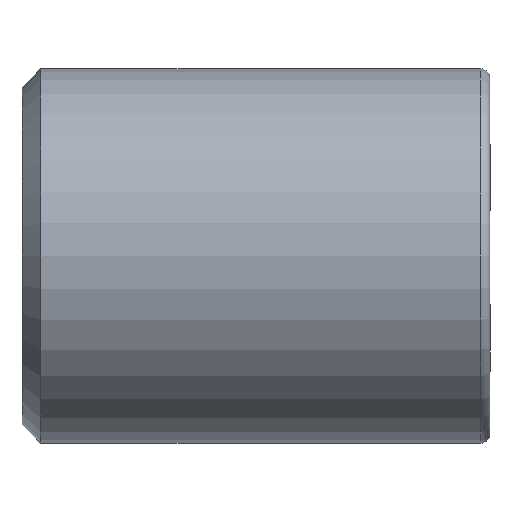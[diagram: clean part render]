
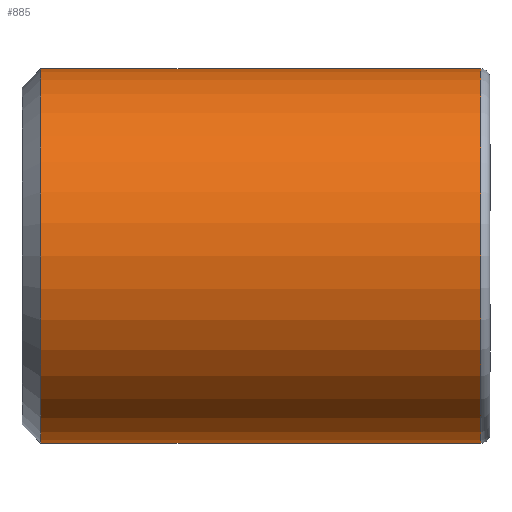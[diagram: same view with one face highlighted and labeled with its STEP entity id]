
A CAD part, left-side view. The second image highlights one B-rep face of the part: STEP entity #885.
In plain terms, the highlighted cylindrical face has radius 10 mm (diameter 20 mm), a full revolution.
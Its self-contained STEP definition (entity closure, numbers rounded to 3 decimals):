
#126=LINE('',#1306,#202);
#202=VECTOR('',#1107,10.);
#278=CYLINDRICAL_SURFACE('',#1032,10.);
#286=FACE_OUTER_BOUND('',#339,.T.);
#339=EDGE_LOOP('',(#634,#635,#636,#637,#638));
#401=CIRCLE('',#1030,10.);
#402=CIRCLE('',#1031,10.);
#403=CIRCLE('',#1033,10.);
#419=VERTEX_POINT('',#1298);
#420=VERTEX_POINT('',#1300);
#421=VERTEX_POINT('',#1304);
#504=EDGE_CURVE('',#419,#420,#401,.T.);
#505=EDGE_CURVE('',#420,#419,#402,.T.);
#506=EDGE_CURVE('',#421,#421,#403,.T.);
#507=EDGE_CURVE('',#421,#420,#126,.T.);
#634=ORIENTED_EDGE('',*,*,#506,.F.);
#635=ORIENTED_EDGE('',*,*,#507,.T.);
#636=ORIENTED_EDGE('',*,*,#504,.F.);
#637=ORIENTED_EDGE('',*,*,#505,.F.);
#638=ORIENTED_EDGE('',*,*,#507,.F.);
#885=ADVANCED_FACE('',(#286),#278,.T.);
#1030=AXIS2_PLACEMENT_3D('',#1301,#1099,#1100);
#1031=AXIS2_PLACEMENT_3D('',#1302,#1101,#1102);
#1032=AXIS2_PLACEMENT_3D('',#1303,#1103,#1104);
#1033=AXIS2_PLACEMENT_3D('',#1305,#1105,#1106);
#1099=DIRECTION('center_axis',(0.,-1.,0.));
#1100=DIRECTION('ref_axis',(1.,0.,0.));
#1101=DIRECTION('center_axis',(0.,-1.,0.));
#1102=DIRECTION('ref_axis',(1.,0.,0.));
#1103=DIRECTION('center_axis',(0.,1.,0.));
#1104=DIRECTION('ref_axis',(1.,0.,0.));
#1105=DIRECTION('center_axis',(0.,1.,0.));
#1106=DIRECTION('ref_axis',(1.,0.,0.));
#1107=DIRECTION('',(0.,-1.,0.));
#1298=CARTESIAN_POINT('',(0.,-12.,10.));
#1300=CARTESIAN_POINT('',(-10.,-12.,0.));
#1301=CARTESIAN_POINT('Origin',(0.,-12.,0.));
#1302=CARTESIAN_POINT('Origin',(0.,-12.,0.));
#1303=CARTESIAN_POINT('Origin',(0.,0.,0.));
#1304=CARTESIAN_POINT('',(-10.,11.5,0.));
#1305=CARTESIAN_POINT('Origin',(0.,11.5,0.));
#1306=CARTESIAN_POINT('',(-10.,0.,0.));
